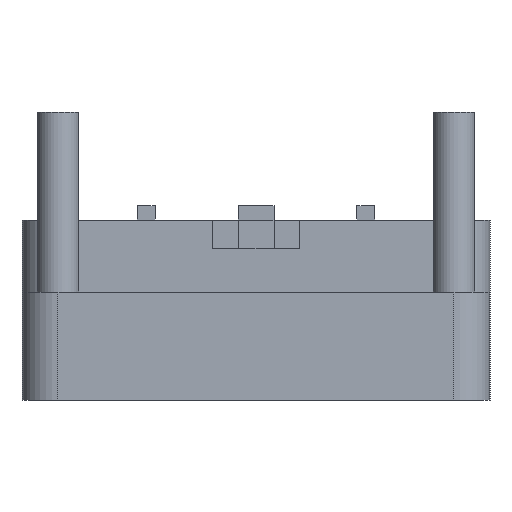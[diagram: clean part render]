
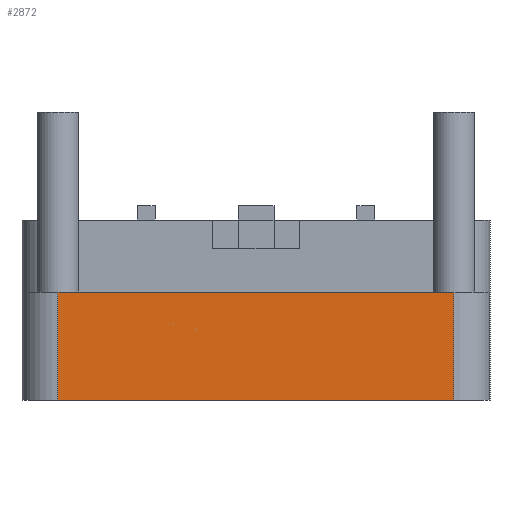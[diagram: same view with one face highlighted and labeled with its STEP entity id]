
A CAD part, left-side view. The second image highlights one B-rep face of the part: STEP entity #2872.
In plain terms, the highlighted planar face has unit normal (-1, 0, 0).
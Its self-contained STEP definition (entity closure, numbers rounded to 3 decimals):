
#2504 = VERTEX_POINT('',#2505);
#2505 = CARTESIAN_POINT('',(-185.,27.5,0.));
#2512 = EDGE_CURVE('',#2504,#2513,#2515,.T.);
#2513 = VERTEX_POINT('',#2514);
#2514 = CARTESIAN_POINT('',(-185.,-27.5,0.));
#2515 = LINE('',#2516,#2517);
#2516 = CARTESIAN_POINT('',(-185.,32.5,0.));
#2517 = VECTOR('',#2518,1.);
#2518 = DIRECTION('',(0.,-1.,0.));
#2604 = EDGE_CURVE('',#2513,#2605,#2607,.T.);
#2605 = VERTEX_POINT('',#2606);
#2606 = CARTESIAN_POINT('',(-185.,-27.5,15.));
#2607 = LINE('',#2608,#2609);
#2608 = CARTESIAN_POINT('',(-185.,-27.5,0.));
#2609 = VECTOR('',#2610,1.);
#2610 = DIRECTION('',(0.,0.,1.));
#2810 = VERTEX_POINT('',#2811);
#2811 = CARTESIAN_POINT('',(-185.,27.5,15.));
#2818 = EDGE_CURVE('',#2810,#2605,#2819,.T.);
#2819 = LINE('',#2820,#2821);
#2820 = CARTESIAN_POINT('',(-185.,32.5,15.));
#2821 = VECTOR('',#2822,1.);
#2822 = DIRECTION('',(0.,-1.,0.));
#2872 = ADVANCED_FACE('',(#2873),#2884,.F.);
#2873 = FACE_BOUND('',#2874,.F.);
#2874 = EDGE_LOOP('',(#2875,#2876,#2882,#2883));
#2875 = ORIENTED_EDGE('',*,*,#2512,.F.);
#2876 = ORIENTED_EDGE('',*,*,#2877,.T.);
#2877 = EDGE_CURVE('',#2504,#2810,#2878,.T.);
#2878 = LINE('',#2879,#2880);
#2879 = CARTESIAN_POINT('',(-185.,27.5,0.));
#2880 = VECTOR('',#2881,1.);
#2881 = DIRECTION('',(0.,0.,1.));
#2882 = ORIENTED_EDGE('',*,*,#2818,.T.);
#2883 = ORIENTED_EDGE('',*,*,#2604,.F.);
#2884 = PLANE('',#2885);
#2885 = AXIS2_PLACEMENT_3D('',#2886,#2887,#2888);
#2886 = CARTESIAN_POINT('',(-185.,32.5,0.));
#2887 = DIRECTION('',(1.,0.,0.));
#2888 = DIRECTION('',(0.,-1.,0.));
